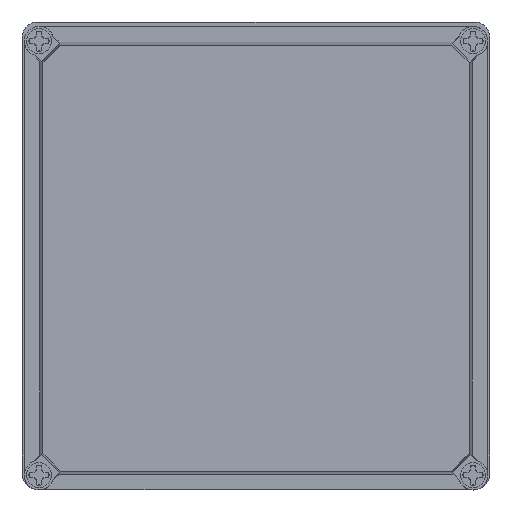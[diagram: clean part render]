
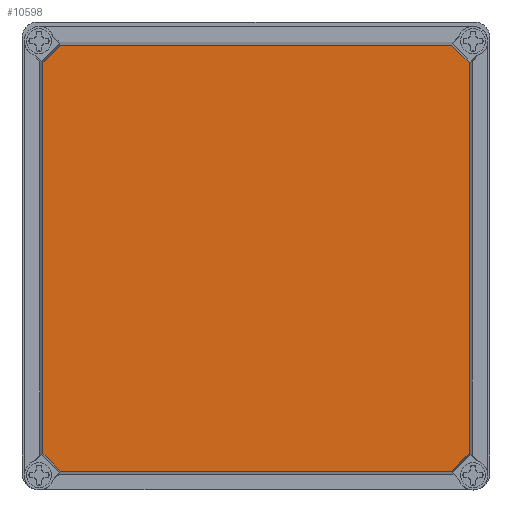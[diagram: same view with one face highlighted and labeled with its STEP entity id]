
A CAD part, top view. The second image highlights one B-rep face of the part: STEP entity #10598.
In plain terms, the highlighted planar face has unit normal (0, 0, 1).
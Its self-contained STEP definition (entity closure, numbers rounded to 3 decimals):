
#10546=AXIS2_PLACEMENT_3D('Plane Axis2P3D',#10543,#10544,#10545) ;
#9630=CARTESIAN_POINT('Vertex',(13.38,275.727,174.)) ;
#9633=CARTESIAN_POINT('Line Origine',(18.995,281.341,174.)) ;
#9637=CARTESIAN_POINT('Vertex',(24.61,286.956,174.)) ;
#10488=CARTESIAN_POINT('Vertex',(13.366,23.302,174.)) ;
#10491=CARTESIAN_POINT('Line Origine',(13.373,149.515,174.)) ;
#10543=CARTESIAN_POINT('Axis2P3D Location',(150.815,149.507,174.)) ;
#10548=CARTESIAN_POINT('Line Origine',(150.822,286.949,174.)) ;
#10552=CARTESIAN_POINT('Vertex',(277.034,286.942,174.)) ;
#10555=CARTESIAN_POINT('Line Origine',(18.981,17.687,174.)) ;
#10559=CARTESIAN_POINT('Vertex',(24.595,12.072,174.)) ;
#10562=CARTESIAN_POINT('Line Origine',(150.807,12.066,174.)) ;
#10566=CARTESIAN_POINT('Vertex',(277.02,12.059,174.)) ;
#10569=CARTESIAN_POINT('Line Origine',(282.635,17.673,174.)) ;
#10573=CARTESIAN_POINT('Vertex',(288.25,23.288,174.)) ;
#10576=CARTESIAN_POINT('Line Origine',(288.256,149.5,174.)) ;
#10580=CARTESIAN_POINT('Vertex',(288.263,275.713,174.)) ;
#10583=CARTESIAN_POINT('Line Origine',(282.649,281.327,174.)) ;
#9634=DIRECTION('Vector Direction',(-0.707,-0.707,0.)) ;
#10492=DIRECTION('Vector Direction',(0.,-1.,0.)) ;
#10544=DIRECTION('Axis2P3D Direction',(-0.,0.,1.)) ;
#10545=DIRECTION('Axis2P3D XDirection',(1.,0.,0.)) ;
#10549=DIRECTION('Vector Direction',(-1.,0.,0.)) ;
#10556=DIRECTION('Vector Direction',(0.707,-0.707,0.)) ;
#10563=DIRECTION('Vector Direction',(1.,0.,0.)) ;
#10570=DIRECTION('Vector Direction',(0.707,0.707,0.)) ;
#10577=DIRECTION('Vector Direction',(0.,1.,0.)) ;
#10584=DIRECTION('Vector Direction',(-0.707,0.707,0.)) ;
#9635=VECTOR('Line Direction',#9634,1.) ;
#10493=VECTOR('Line Direction',#10492,1.) ;
#10550=VECTOR('Line Direction',#10549,1.) ;
#10557=VECTOR('Line Direction',#10556,1.) ;
#10564=VECTOR('Line Direction',#10563,1.) ;
#10571=VECTOR('Line Direction',#10570,1.) ;
#10578=VECTOR('Line Direction',#10577,1.) ;
#10585=VECTOR('Line Direction',#10584,1.) ;
#10589=ORIENTED_EDGE('',*,*,#10554,.T.) ;
#10590=ORIENTED_EDGE('',*,*,#9639,.T.) ;
#10591=ORIENTED_EDGE('',*,*,#10495,.T.) ;
#10592=ORIENTED_EDGE('',*,*,#10561,.T.) ;
#10593=ORIENTED_EDGE('',*,*,#10568,.T.) ;
#10594=ORIENTED_EDGE('',*,*,#10575,.T.) ;
#10595=ORIENTED_EDGE('',*,*,#10582,.T.) ;
#10596=ORIENTED_EDGE('',*,*,#10587,.T.) ;
#10598=ADVANCED_FACE('Deckel',(#10597),#10547,.T.) ;
#9639=EDGE_CURVE('',#9638,#9631,#9636,.T.) ;
#10495=EDGE_CURVE('',#9631,#10489,#10494,.T.) ;
#10554=EDGE_CURVE('',#10553,#9638,#10551,.T.) ;
#10561=EDGE_CURVE('',#10489,#10560,#10558,.T.) ;
#10568=EDGE_CURVE('',#10560,#10567,#10565,.T.) ;
#10575=EDGE_CURVE('',#10567,#10574,#10572,.T.) ;
#10582=EDGE_CURVE('',#10574,#10581,#10579,.T.) ;
#10587=EDGE_CURVE('',#10581,#10553,#10586,.T.) ;
#10588=EDGE_LOOP('',(#10589,#10590,#10591,#10592,#10593,#10594,#10595,#10596)) ;
#10597=FACE_OUTER_BOUND('',#10588,.T.) ;
#9636=LINE('Line',#9633,#9635) ;
#10494=LINE('Line',#10491,#10493) ;
#10551=LINE('Line',#10548,#10550) ;
#10558=LINE('Line',#10555,#10557) ;
#10565=LINE('Line',#10562,#10564) ;
#10572=LINE('Line',#10569,#10571) ;
#10579=LINE('Line',#10576,#10578) ;
#10586=LINE('Line',#10583,#10585) ;
#10547=PLANE('',#10546) ;
#9631=VERTEX_POINT('',#9630) ;
#9638=VERTEX_POINT('',#9637) ;
#10489=VERTEX_POINT('',#10488) ;
#10553=VERTEX_POINT('',#10552) ;
#10560=VERTEX_POINT('',#10559) ;
#10567=VERTEX_POINT('',#10566) ;
#10574=VERTEX_POINT('',#10573) ;
#10581=VERTEX_POINT('',#10580) ;
